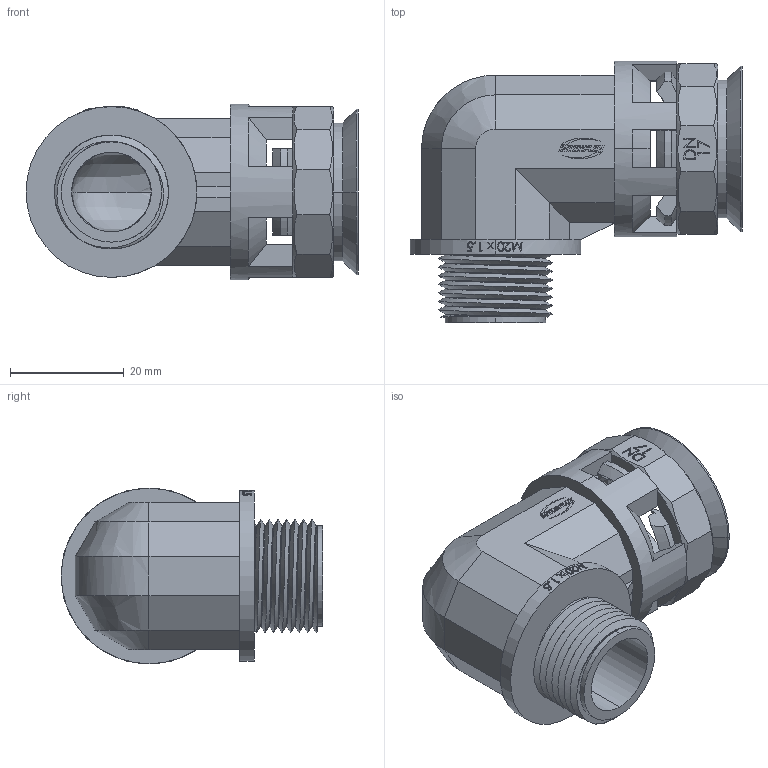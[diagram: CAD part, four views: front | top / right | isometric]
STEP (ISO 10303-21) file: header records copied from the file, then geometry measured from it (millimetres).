
FILE_DESCRIPTION (( 'STEP AP203' ), '1' );
FILE_NAME ('(NEC-17M20-)_I3040_0004_04_0.STEP', '2012-06-19T08:32:08', ( 'Llorenç' ), ( '' ), 'SwSTEP 2.0', 'SolidWorks 2007', '' );
FILE_SCHEMA (( 'CONFIG_CONTROL_DESIGN' ));
Length unit declared in the file: millimetre
Products named in the file (1): (NEC-17M20-)_I3040_0004_04_0
Bounding box: 58.28 x 45.9 x 30.8 mm (x, y, z)
Volume: 20497.8 mm3; surface area: 13686.9 mm2
Topology: 3 solids, 3 shells, 422 faces, 1162 edges, 760 vertices
Faces by surface type: plane 242, bspline 71, cylinder 68, cone 41
Entity records: 20942 total; most frequent: CARTESIAN_POINT 10845, ORIENTED_EDGE 2324, DIRECTION 1718, EDGE_CURVE 1162, VERTEX_POINT 760, VECTOR 630, LINE 630, AXIS2_PLACEMENT_3D 544
